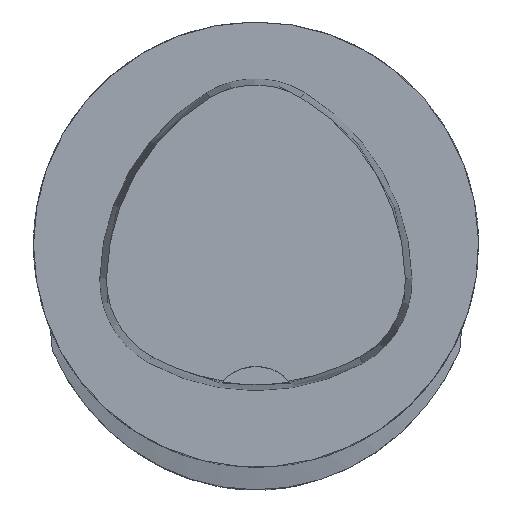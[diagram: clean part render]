
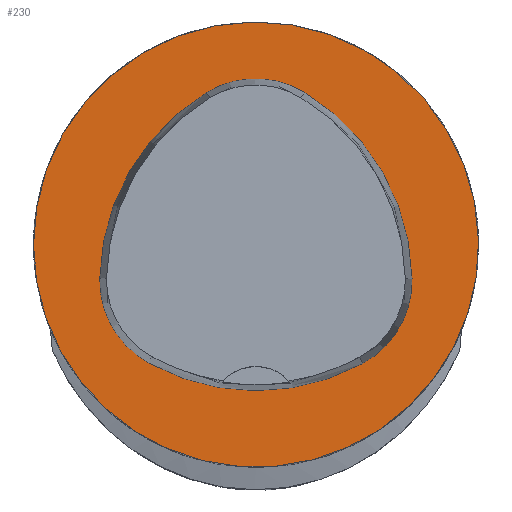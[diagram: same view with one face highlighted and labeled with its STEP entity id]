
A CAD part, top view. The second image highlights one B-rep face of the part: STEP entity #230.
In plain terms, the highlighted planar face has unit normal (0, 0, 1).
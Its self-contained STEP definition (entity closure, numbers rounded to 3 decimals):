
#108=FACE_BOUND('',#358,.T.);
#109=FACE_BOUND('',#359,.T.);
#182=PLANE('',#1183);
#230=ADVANCED_FACE('',(#108,#109),#182,.T.);
#358=EDGE_LOOP('',(#725,#726,#727,#728,#729,#730));
#359=EDGE_LOOP('',(#731));
#725=ORIENTED_EDGE('',*,*,#978,.T.);
#726=ORIENTED_EDGE('',*,*,#958,.T.);
#727=ORIENTED_EDGE('',*,*,#962,.T.);
#728=ORIENTED_EDGE('',*,*,#965,.T.);
#729=ORIENTED_EDGE('',*,*,#968,.T.);
#730=ORIENTED_EDGE('',*,*,#976,.T.);
#731=ORIENTED_EDGE('',*,*,#957,.F.);
#836=VERTEX_POINT('',#2042);
#837=VERTEX_POINT('',#2045);
#838=VERTEX_POINT('',#2046);
#841=VERTEX_POINT('',#2054);
#843=VERTEX_POINT('',#2060);
#845=VERTEX_POINT('',#2066);
#852=VERTEX_POINT('',#2087);
#957=EDGE_CURVE('',#836,#836,#1004,.T.);
#958=EDGE_CURVE('',#837,#838,#1005,.T.);
#962=EDGE_CURVE('',#838,#841,#1007,.T.);
#965=EDGE_CURVE('',#841,#843,#1009,.T.);
#968=EDGE_CURVE('',#843,#845,#1011,.T.);
#976=EDGE_CURVE('',#845,#852,#1015,.T.);
#978=EDGE_CURVE('',#852,#837,#1017,.T.);
#1004=CIRCLE('',#1159,20.);
#1005=CIRCLE('',#1161,20.);
#1007=CIRCLE('',#1164,8.5);
#1009=CIRCLE('',#1167,20.);
#1011=CIRCLE('',#1170,8.5);
#1015=CIRCLE('',#1175,20.);
#1017=CIRCLE('',#1178,8.5);
#1159=AXIS2_PLACEMENT_3D('',#2041,#1381,#1382);
#1161=AXIS2_PLACEMENT_3D('',#2044,#1385,#1386);
#1164=AXIS2_PLACEMENT_3D('',#2053,#1393,#1394);
#1167=AXIS2_PLACEMENT_3D('',#2059,#1400,#1401);
#1170=AXIS2_PLACEMENT_3D('',#2065,#1407,#1408);
#1175=AXIS2_PLACEMENT_3D('',#2088,#1419,#1420);
#1178=AXIS2_PLACEMENT_3D('',#2091,#1425,#1426);
#1183=AXIS2_PLACEMENT_3D('',#2096,#1435,#1436);
#1381=DIRECTION('',(0.,0.,-1.));
#1382=DIRECTION('',(-1.,0.,0.));
#1385=DIRECTION('',(0.,0.,-1.));
#1386=DIRECTION('',(-1.,0.,0.));
#1393=DIRECTION('',(0.,0.,-1.));
#1394=DIRECTION('',(-1.,0.,0.));
#1400=DIRECTION('',(0.,0.,-1.));
#1401=DIRECTION('',(-1.,0.,0.));
#1407=DIRECTION('',(0.,0.,-1.));
#1408=DIRECTION('',(-1.,0.,0.));
#1419=DIRECTION('',(0.,0.,-1.));
#1420=DIRECTION('',(-1.,0.,0.));
#1425=DIRECTION('',(0.,0.,-1.));
#1426=DIRECTION('',(-1.,0.,0.));
#1435=DIRECTION('',(0.,0.,1.));
#1436=DIRECTION('',(1.,0.,0.));
#2041=CARTESIAN_POINT('',(0.,0.,0.));
#2042=CARTESIAN_POINT('',(-20.,0.,0.));
#2044=CARTESIAN_POINT('',(5.955,-3.414,0.));
#2045=CARTESIAN_POINT('',(-14.041,-3.042,0.));
#2046=CARTESIAN_POINT('',(-4.472,13.653,0.));
#2053=CARTESIAN_POINT('',(-0.04,6.4,0.));
#2054=CARTESIAN_POINT('',(4.347,13.68,0.));
#2059=CARTESIAN_POINT('',(-5.976,-3.45,0.));
#2060=CARTESIAN_POINT('',(14.021,-3.075,0.));
#2065=CARTESIAN_POINT('',(5.522,-3.235,0.));
#2066=CARTESIAN_POINT('',(9.588,-10.699,0.));
#2087=CARTESIAN_POINT('',(-9.655,-10.639,0.));
#2088=CARTESIAN_POINT('',(0.022,6.864,0.));
#2091=CARTESIAN_POINT('',(-5.543,-3.2,0.));
#2096=CARTESIAN_POINT('',(0.,0.,0.));
